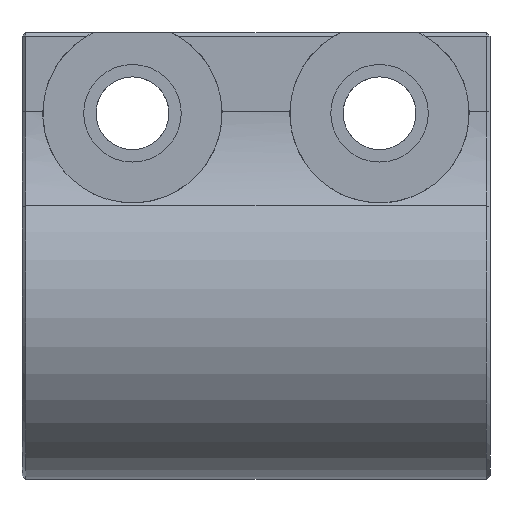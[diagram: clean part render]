
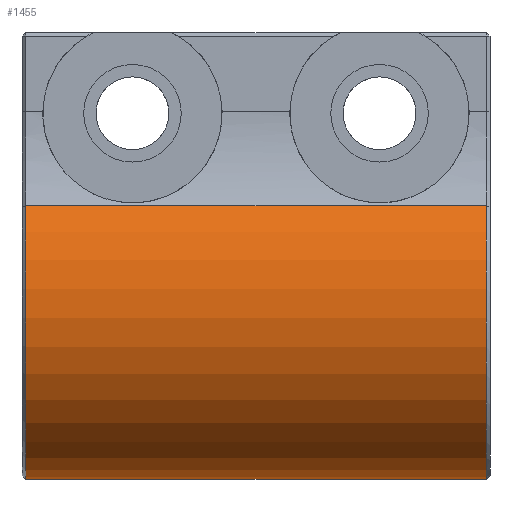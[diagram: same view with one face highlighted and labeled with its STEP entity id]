
A CAD part, left-side view. The second image highlights one B-rep face of the part: STEP entity #1455.
In plain terms, the highlighted cylindrical face has radius 6.35 mm (diameter 12.7 mm), a partial arc.
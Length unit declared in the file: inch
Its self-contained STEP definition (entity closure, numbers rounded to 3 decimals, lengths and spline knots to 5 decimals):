
#2 = VECTOR ( 'NONE', #310, 39.37008 ) ;
#43 = LINE ( 'NONE', #1238, #2 ) ;
#45 = DIRECTION ( 'NONE',  ( 0., 0., 1. ) ) ;
#158 = VERTEX_POINT ( 'NONE', #1890 ) ;
#226 = ORIENTED_EDGE ( 'NONE', *, *, #637, .T. ) ;
#310 = DIRECTION ( 'NONE',  ( 0., -1., 0. ) ) ;
#408 = CYLINDRICAL_SURFACE ( 'NONE', #1993, 0.25 ) ;
#537 = VECTOR ( 'NONE', #829, 39.37008 ) ;
#556 = CARTESIAN_POINT ( 'NONE',  ( 0., 0.005, 0. ) ) ;
#586 = ORIENTED_EDGE ( 'NONE', *, *, #1578, .T. ) ;
#589 = AXIS2_PLACEMENT_3D ( 'NONE', #556, #1655, #709 ) ;
#637 = EDGE_CURVE ( 'NONE', #1915, #826, #43, .T. ) ;
#680 = CARTESIAN_POINT ( 'NONE',  ( -0.2125, 0.6525, 0.1317 ) ) ;
#709 = DIRECTION ( 'NONE',  ( 0., 0., 1. ) ) ;
#717 = ORIENTED_EDGE ( 'NONE', *, *, #756, .T. ) ;
#725 = CARTESIAN_POINT ( 'NONE',  ( 0., 0.005, -0.25 ) ) ;
#756 = EDGE_CURVE ( 'NONE', #1071, #1915, #1852, .T. ) ;
#801 = EDGE_CURVE ( 'NONE', #158, #1071, #1789, .T. ) ;
#826 = VERTEX_POINT ( 'NONE', #725 ) ;
#829 = DIRECTION ( 'NONE',  ( 0., 1., 0. ) ) ;
#972 = CARTESIAN_POINT ( 'NONE',  ( 0., 0.6525, 0. ) ) ;
#979 = DIRECTION ( 'NONE',  ( 0., -1., 0. ) ) ;
#1034 = CARTESIAN_POINT ( 'NONE',  ( 0., 0.6475, -0.25 ) ) ;
#1071 = VERTEX_POINT ( 'NONE', #1568 ) ;
#1234 = FACE_OUTER_BOUND ( 'NONE', #1331, .T. ) ;
#1238 = CARTESIAN_POINT ( 'NONE',  ( 0., 0.6525, -0.25 ) ) ;
#1280 = ORIENTED_EDGE ( 'NONE', *, *, #801, .T. ) ;
#1311 = AXIS2_PLACEMENT_3D ( 'NONE', #1924, #979, #45 ) ;
#1331 = EDGE_LOOP ( 'NONE', ( #717, #226, #586, #1280 ) ) ;
#1455 = ADVANCED_FACE ( 'NONE', ( #1234 ), #408, .T. ) ;
#1568 = CARTESIAN_POINT ( 'NONE',  ( -0.2125, 0.6475, 0.1317 ) ) ;
#1578 = EDGE_CURVE ( 'NONE', #826, #158, #1883, .T. ) ;
#1609 = DIRECTION ( 'NONE',  ( 0., 0., -1. ) ) ;
#1655 = DIRECTION ( 'NONE',  ( 0., 1., 0. ) ) ;
#1772 = DIRECTION ( 'NONE',  ( 0., -1., 0. ) ) ;
#1789 = LINE ( 'NONE', #680, #537 ) ;
#1852 = CIRCLE ( 'NONE', #1311, 0.25 ) ;
#1883 = CIRCLE ( 'NONE', #589, 0.25 ) ;
#1890 = CARTESIAN_POINT ( 'NONE',  ( -0.2125, 0.005, 0.1317 ) ) ;
#1915 = VERTEX_POINT ( 'NONE', #1034 ) ;
#1924 = CARTESIAN_POINT ( 'NONE',  ( 0., 0.6475, 0. ) ) ;
#1993 = AXIS2_PLACEMENT_3D ( 'NONE', #972, #1772, #1609 ) ;
